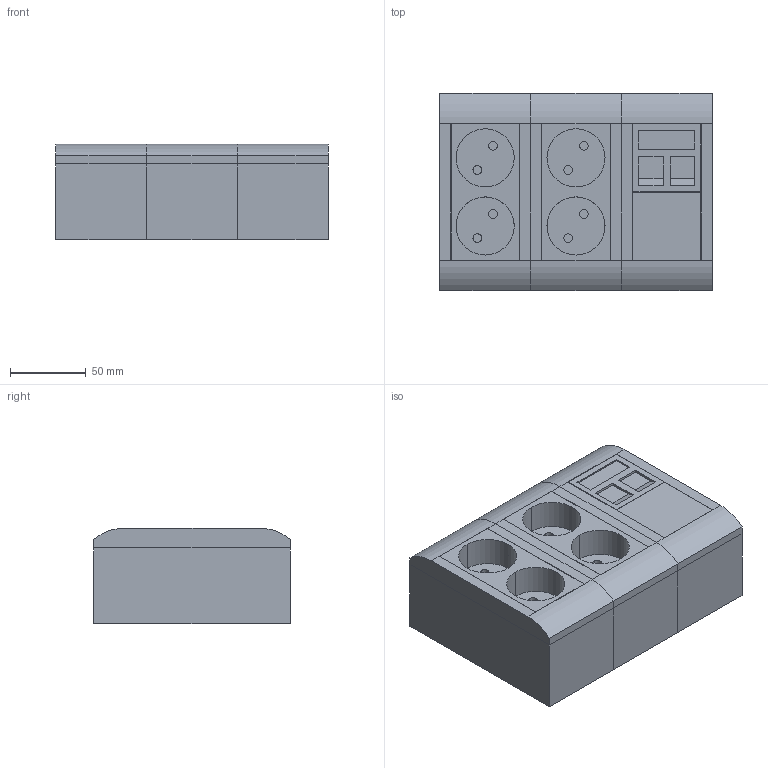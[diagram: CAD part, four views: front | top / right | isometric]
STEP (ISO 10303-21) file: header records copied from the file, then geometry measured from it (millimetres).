
FILE_DESCRIPTION (( 'STEP AP214' ), '1' );
FILE_NAME ('6109916.STP', '2020-12-03T16:03:53', ( '' ), ( '' ), 'SwSTEP 2.0', 'SolidWorks 2020', '' );
FILE_SCHEMA (( 'AUTOMOTIVE_DESIGN' ));
Length unit declared in the file: millimetre
Products named in the file (17): 014685_Standard; 43734AB_Standard; 36850AB_Standard; 043199_39442380; 044406_Standard; 077657_Standard; 43733AB_Standard; 014689_Standard; 002251_Standard; 6109916; 044040_Standard; 044047_Standard; 021679_Standard; 021379_Standard; 36851AB_Standard
Assembly tree (20 placements, depth 4):
  6109916
    36850AB_Standard
    43734AB_Standard
    43733AB_Standard
    002251_Standard  x2
    044406_Standard
      044047_Standard
      077657_Standard
        044040_Standard
    044406_Standard
      044047_Standard
      077657_Standard
        044040_Standard
    36851AB_Standard
    043199_39442380
    021379_Standard
      014685_Standard
      014689_Standard  x2
    021679_Standard
Bounding box: 180 x 130 x 63 mm (x, y, z)
Volume: 482237.2 mm3; surface area: 282714.8 mm2
Topology: 15 solids, 15 shells, 472 faces, 1310 edges, 868 vertices
Faces by surface type: plane 350, cylinder 110, cone 12
Entity records: 14243 total; most frequent: CARTESIAN_POINT 2303, ORIENTED_EDGE 2166, DIRECTION 2163, EDGE_CURVE 1083, LINE 815, VECTOR 815, VERTEX_POINT 718, AXIS2_PLACEMENT_3D 674
